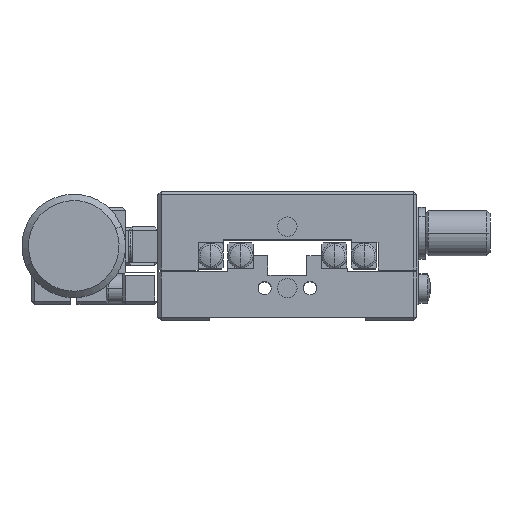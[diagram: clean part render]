
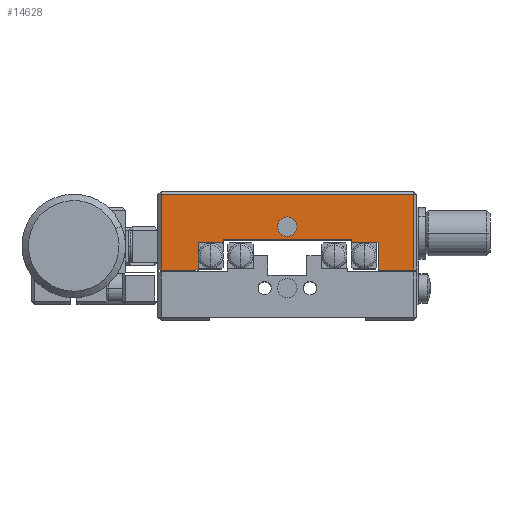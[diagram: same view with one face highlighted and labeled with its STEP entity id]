
A CAD part, top view. The second image highlights one B-rep face of the part: STEP entity #14628.
In plain terms, the highlighted planar face has unit normal (0, 0, 1).
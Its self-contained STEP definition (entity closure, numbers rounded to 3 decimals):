
#116 = PLANE ( 'NONE',  #21025 ) ;
#1047 = ORIENTED_EDGE ( 'NONE', *, *, #15641, .T. ) ;
#1111 = VECTOR ( 'NONE', #22751, 1000. ) ;
#1320 = CARTESIAN_POINT ( 'NONE',  ( -14.297, 1.048, 71.3 ) ) ;
#1417 = ORIENTED_EDGE ( 'NONE', *, *, #5686, .T. ) ;
#1422 = VECTOR ( 'NONE', #18104, 1000. ) ;
#1497 = ORIENTED_EDGE ( 'NONE', *, *, #14170, .T. ) ;
#1517 = CARTESIAN_POINT ( 'NONE',  ( 13.503, 1.048, 71.3 ) ) ;
#2212 = CARTESIAN_POINT ( 'NONE',  ( -19.997, -3.152, 71.3 ) ) ;
#2359 = CARTESIAN_POINT ( 'NONE',  ( -10.397, 1.548, 71.3 ) ) ;
#2466 = EDGE_LOOP ( 'NONE', ( #8061, #1417 ) ) ;
#3231 = VECTOR ( 'NONE', #6076, 1000. ) ;
#3324 = LINE ( 'NONE', #16356, #11252 ) ;
#3359 = CARTESIAN_POINT ( 'NONE',  ( 9.403, 1.548, 71.3 ) ) ;
#3397 = EDGE_CURVE ( 'NONE', #18196, #13275, #9635, .T. ) ;
#3679 = CARTESIAN_POINT ( 'NONE',  ( -10.397, 1.548, 71.3 ) ) ;
#3757 = DIRECTION ( 'NONE',  ( 0., 0., 1. ) ) ;
#4528 = CARTESIAN_POINT ( 'NONE',  ( 13.503, 1.048, 71.3 ) ) ;
#4763 = VERTEX_POINT ( 'NONE', #19553 ) ;
#5033 = FACE_OUTER_BOUND ( 'NONE', #19026, .T. ) ;
#5292 = LINE ( 'NONE', #12712, #20351 ) ;
#5306 = DIRECTION ( 'NONE',  ( -1., 0., 0. ) ) ;
#5669 = LINE ( 'NONE', #21684, #19002 ) ;
#5686 = EDGE_CURVE ( 'NONE', #4763, #21545, #13786, .T. ) ;
#6076 = DIRECTION ( 'NONE',  ( 1., 0., 0. ) ) ;
#6185 = DIRECTION ( 'NONE',  ( -1., 0., 0. ) ) ;
#6194 = EDGE_CURVE ( 'NONE', #14018, #19122, #8641, .T. ) ;
#6423 = CARTESIAN_POINT ( 'NONE',  ( 13.503, 1.048, 71.3 ) ) ;
#6538 = AXIS2_PLACEMENT_3D ( 'NONE', #7435, #14575, #5306 ) ;
#7012 = ORIENTED_EDGE ( 'NONE', *, *, #6194, .F. ) ;
#7435 = CARTESIAN_POINT ( 'NONE',  ( -0.497, 3.548, 71.3 ) ) ;
#7521 = VECTOR ( 'NONE', #17603, 1000. ) ;
#7834 = LINE ( 'NONE', #1320, #21773 ) ;
#8057 = ORIENTED_EDGE ( 'NONE', *, *, #11239, .T. ) ;
#8061 = ORIENTED_EDGE ( 'NONE', *, *, #20685, .T. ) ;
#8641 = LINE ( 'NONE', #4528, #9771 ) ;
#8823 = EDGE_CURVE ( 'NONE', #17199, #13275, #12482, .T. ) ;
#9635 = LINE ( 'NONE', #12563, #1422 ) ;
#9771 = VECTOR ( 'NONE', #6185, 1000. ) ;
#10044 = EDGE_CURVE ( 'NONE', #18196, #21301, #3324, .T. ) ;
#10314 = AXIS2_PLACEMENT_3D ( 'NONE', #11766, #20831, #13586 ) ;
#10729 = DIRECTION ( 'NONE',  ( -1., 0., 0. ) ) ;
#10782 = DIRECTION ( 'NONE',  ( 0., -1., 0. ) ) ;
#10889 = CARTESIAN_POINT ( 'NONE',  ( 19.503, -3.152, 71.3 ) ) ;
#10992 = DIRECTION ( 'NONE',  ( 1., 0., 0. ) ) ;
#11209 = ORIENTED_EDGE ( 'NONE', *, *, #22600, .F. ) ;
#11239 = EDGE_CURVE ( 'NONE', #14056, #12249, #23191, .T. ) ;
#11252 = VECTOR ( 'NONE', #18018, 1000. ) ;
#11271 = VERTEX_POINT ( 'NONE', #14106 ) ;
#11364 = CARTESIAN_POINT ( 'NONE',  ( -19.997, 8.548, 71.3 ) ) ;
#11623 = ORIENTED_EDGE ( 'NONE', *, *, #3397, .T. ) ;
#11652 = EDGE_CURVE ( 'NONE', #15000, #18347, #21418, .T. ) ;
#11766 = CARTESIAN_POINT ( 'NONE',  ( -0.497, 3.548, 71.3 ) ) ;
#12045 = VERTEX_POINT ( 'NONE', #11364 ) ;
#12249 = VERTEX_POINT ( 'NONE', #15636 ) ;
#12465 = ORIENTED_EDGE ( 'NONE', *, *, #11652, .T. ) ;
#12472 = CARTESIAN_POINT ( 'NONE',  ( -10.397, 1.048, 71.3 ) ) ;
#12482 = LINE ( 'NONE', #6423, #1111 ) ;
#12563 = CARTESIAN_POINT ( 'NONE',  ( 9.403, 1.548, 71.3 ) ) ;
#12666 = VECTOR ( 'NONE', #19935, 1000. ) ;
#12712 = CARTESIAN_POINT ( 'NONE',  ( 19.503, 8.548, 71.3 ) ) ;
#13275 = VERTEX_POINT ( 'NONE', #15101 ) ;
#13586 = DIRECTION ( 'NONE',  ( -1., 0., 0. ) ) ;
#13786 = CIRCLE ( 'NONE', #10314, 1.5 ) ;
#14018 = VERTEX_POINT ( 'NONE', #12472 ) ;
#14056 = VERTEX_POINT ( 'NONE', #16206 ) ;
#14106 = CARTESIAN_POINT ( 'NONE',  ( 13.503, -3.152, 71.3 ) ) ;
#14170 = EDGE_CURVE ( 'NONE', #17199, #11271, #5669, .T. ) ;
#14557 = CARTESIAN_POINT ( 'NONE',  ( 19.503, -3.152, 71.3 ) ) ;
#14575 = DIRECTION ( 'NONE',  ( 0., 0., -1. ) ) ;
#14628 = ADVANCED_FACE ( 'NONE', ( #5033, #18674 ), #116, .T. ) ;
#14647 = DIRECTION ( 'NONE',  ( 0., -1., 0. ) ) ;
#15000 = VERTEX_POINT ( 'NONE', #21290 ) ;
#15101 = CARTESIAN_POINT ( 'NONE',  ( 9.403, 1.048, 71.3 ) ) ;
#15476 = VECTOR ( 'NONE', #14647, 1000. ) ;
#15581 = ORIENTED_EDGE ( 'NONE', *, *, #10044, .F. ) ;
#15636 = CARTESIAN_POINT ( 'NONE',  ( 19.003, 8.548, 71.3 ) ) ;
#15641 = EDGE_CURVE ( 'NONE', #12045, #15000, #22048, .T. ) ;
#16206 = CARTESIAN_POINT ( 'NONE',  ( 19.003, -3.152, 71.3 ) ) ;
#16282 = CARTESIAN_POINT ( 'NONE',  ( -14.297, -3.152, 71.3 ) ) ;
#16286 = ORIENTED_EDGE ( 'NONE', *, *, #22546, .F. ) ;
#16356 = CARTESIAN_POINT ( 'NONE',  ( -10.397, 1.548, 71.3 ) ) ;
#16580 = CIRCLE ( 'NONE', #6538, 1.5 ) ;
#17199 = VERTEX_POINT ( 'NONE', #1517 ) ;
#17420 = CARTESIAN_POINT ( 'NONE',  ( -14.297, 1.048, 71.3 ) ) ;
#17603 = DIRECTION ( 'NONE',  ( 0., 1., 0. ) ) ;
#17659 = ORIENTED_EDGE ( 'NONE', *, *, #21089, .T. ) ;
#18018 = DIRECTION ( 'NONE',  ( -1., 0., 0. ) ) ;
#18039 = DIRECTION ( 'NONE',  ( 1., 0., 0. ) ) ;
#18104 = DIRECTION ( 'NONE',  ( 0., -1., 0. ) ) ;
#18196 = VERTEX_POINT ( 'NONE', #3359 ) ;
#18347 = VERTEX_POINT ( 'NONE', #16282 ) ;
#18674 = FACE_BOUND ( 'NONE', #2466, .T. ) ;
#19002 = VECTOR ( 'NONE', #10782, 1000. ) ;
#19026 = EDGE_LOOP ( 'NONE', ( #17659, #8057, #21030, #1047, #12465, #16286, #7012, #11209, #15581, #11623, #21648, #1497 ) ) ;
#19122 = VERTEX_POINT ( 'NONE', #17420 ) ;
#19553 = CARTESIAN_POINT ( 'NONE',  ( -1.997, 3.548, 71.3 ) ) ;
#19935 = DIRECTION ( 'NONE',  ( 0., -1., 0. ) ) ;
#20159 = CARTESIAN_POINT ( 'NONE',  ( 1.003, 3.548, 71.3 ) ) ;
#20351 = VECTOR ( 'NONE', #10729, 1000. ) ;
#20609 = CARTESIAN_POINT ( 'NONE',  ( 19.503, -3.152, 71.3 ) ) ;
#20685 = EDGE_CURVE ( 'NONE', #21545, #4763, #16580, .T. ) ;
#20831 = DIRECTION ( 'NONE',  ( 0., 0., -1. ) ) ;
#21014 = LINE ( 'NONE', #14557, #22438 ) ;
#21025 = AXIS2_PLACEMENT_3D ( 'NONE', #10889, #3757, #18039 ) ;
#21030 = ORIENTED_EDGE ( 'NONE', *, *, #22723, .T. ) ;
#21089 = EDGE_CURVE ( 'NONE', #11271, #14056, #21014, .T. ) ;
#21194 = CARTESIAN_POINT ( 'NONE',  ( 19.003, -3.152, 71.3 ) ) ;
#21290 = CARTESIAN_POINT ( 'NONE',  ( -19.997, -3.152, 71.3 ) ) ;
#21301 = VERTEX_POINT ( 'NONE', #2359 ) ;
#21418 = LINE ( 'NONE', #20609, #3231 ) ;
#21469 = DIRECTION ( 'NONE',  ( 0., -1., 0. ) ) ;
#21545 = VERTEX_POINT ( 'NONE', #20159 ) ;
#21648 = ORIENTED_EDGE ( 'NONE', *, *, #8823, .F. ) ;
#21684 = CARTESIAN_POINT ( 'NONE',  ( 13.503, 1.048, 71.3 ) ) ;
#21773 = VECTOR ( 'NONE', #21469, 1000. ) ;
#22048 = LINE ( 'NONE', #2212, #15476 ) ;
#22438 = VECTOR ( 'NONE', #10992, 1000. ) ;
#22546 = EDGE_CURVE ( 'NONE', #19122, #18347, #7834, .T. ) ;
#22600 = EDGE_CURVE ( 'NONE', #21301, #14018, #22943, .T. ) ;
#22723 = EDGE_CURVE ( 'NONE', #12249, #12045, #5292, .T. ) ;
#22751 = DIRECTION ( 'NONE',  ( -1., 0., 0. ) ) ;
#22943 = LINE ( 'NONE', #3679, #12666 ) ;
#23191 = LINE ( 'NONE', #21194, #7521 ) ;
